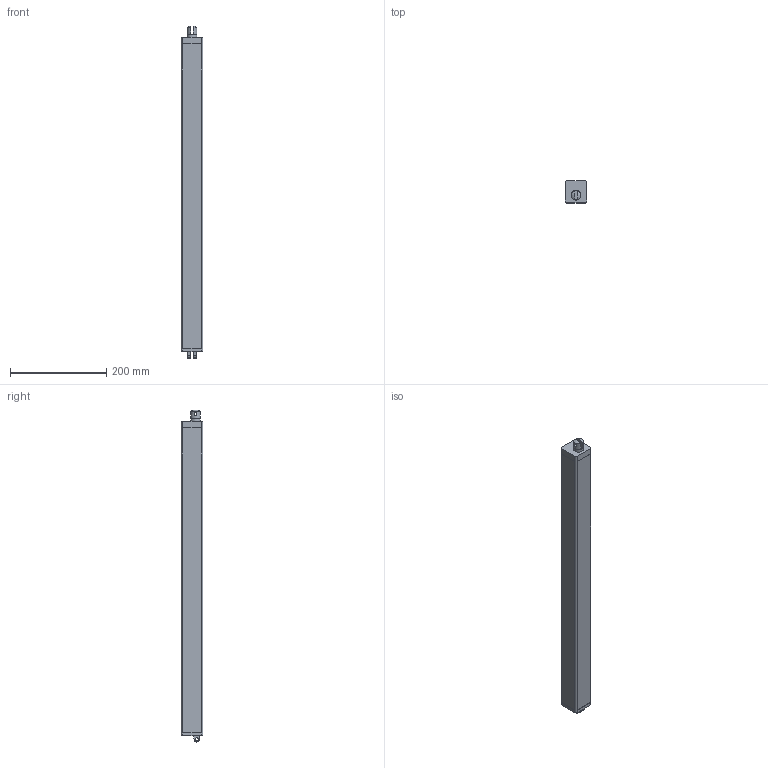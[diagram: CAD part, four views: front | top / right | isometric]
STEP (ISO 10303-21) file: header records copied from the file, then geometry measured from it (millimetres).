
FILE_DESCRIPTION(/* description */ (''),/* implementation_level */ '2;1');
FILE_NAME(/* name */ 'FA-04(05)-12-18.step',/* time_stamp */ '2019-09-06T10:34:45-07:00',/* author */ (''),/* organization */ (''),/* preprocessor_version */ 'ST-DEVELOPER v18',/* originating_system */ 'Autodesk Translation Framework v8.6.0.1094',/* authorisation */ '');
FILE_SCHEMA (('AUTOMOTIVE_DESIGN { 1 0 10303 214 3 1 1 }'));
Length unit declared in the file: inch
Products named in the file (1): (Unsaved)
Bounding box: 44.96 x 44.96 x 689.19 mm (x, y, z)
Volume: 1318794 mm3; surface area: 120706.5 mm2
Topology: 1 solids, 1 shells, 48 faces, 132 edges, 90 vertices
Faces by surface type: plane 34, cylinder 12, bspline 2
Full cylindrical faces by diameter (mm): 6 x2, 6.096 x2, 20 x1, 20.32 x1
Entity records: 2103 total; most frequent: CARTESIAN_POINT 802, ORIENTED_EDGE 264, DIRECTION 250, EDGE_CURVE 132, LINE 96, VECTOR 96, VERTEX_POINT 90, AXIS2_PLACEMENT_3D 77
